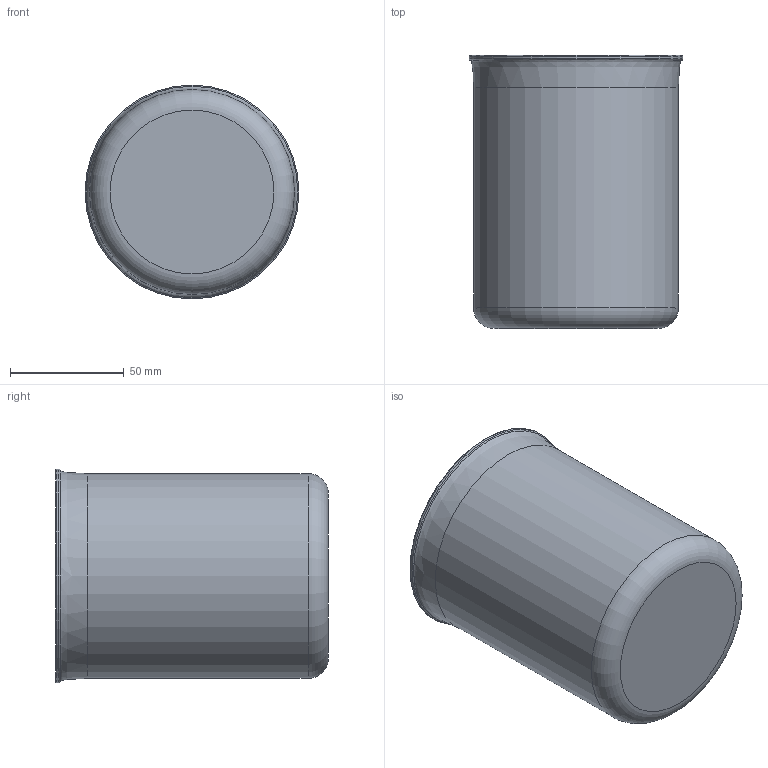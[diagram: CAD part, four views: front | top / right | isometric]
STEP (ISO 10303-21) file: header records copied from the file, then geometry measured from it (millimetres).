
FILE_DESCRIPTION(/* description */ (''),/* implementation_level */ '2;1');
FILE_NAME(/* name */ 'Beaker glass 600ml, diam_ 90mm.stp',/* time_stamp */ '2020-08-22T12:49:03-04:00',/* author */ ('ignac'),/* organization */ (''),/* preprocessor_version */ 'ST-DEVELOPER v18',/* originating_system */ 'Autodesk Inventor 2020',/* authorisation */ '');
FILE_SCHEMA (('AUTOMOTIVE_DESIGN { 1 0 10303 214 3 1 1 }'));
Length unit declared in the file: millimetre
Products named in the file (1): Precipitated Glass 600ml-De90-Di84-H120
Bounding box: 94 x 120 x 94 mm (x, y, z)
Volume: 108553.4 mm3; surface area: 75671.7 mm2
Topology: 1 solids, 1 shells, 11 faces, 33 edges, 24 vertices
Faces by surface type: torus 4, cylinder 3, bspline 2, plane 2
Full cylindrical faces by diameter (mm): 84 x1, 90 x1, 94 x1
Entity records: 488 total; most frequent: CARTESIAN_POINT 125, DIRECTION 79, ORIENTED_EDGE 66, AXIS2_PLACEMENT_3D 38, EDGE_CURVE 33, CIRCLE 28, VERTEX_POINT 24, FACE_OUTER_BOUND 11
